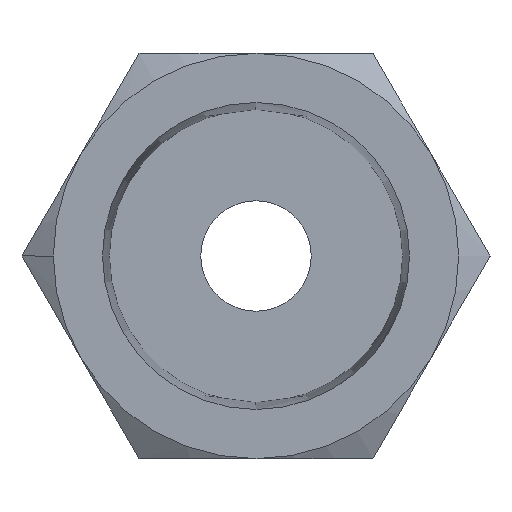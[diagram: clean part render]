
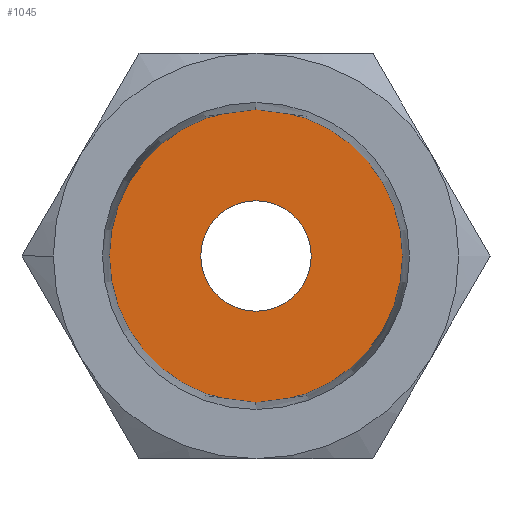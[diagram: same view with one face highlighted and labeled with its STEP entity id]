
A CAD part, front view. The second image highlights one B-rep face of the part: STEP entity #1045.
In plain terms, the highlighted planar face has unit normal (0, -1, 0).
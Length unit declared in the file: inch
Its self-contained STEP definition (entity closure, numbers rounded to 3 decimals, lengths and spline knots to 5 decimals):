
#38 = CIRCLE ( 'NONE', #528, 0.11811 ) ;
#47 = AXIS2_PLACEMENT_3D ( 'NONE', #2156, #2138, #2131 ) ;
#114 = EDGE_CURVE ( 'NONE', #973, #2126, #2122, .T. ) ;
#119 = DIRECTION ( 'NONE',  ( 0., 0., 1. ) ) ;
#130 = DIRECTION ( 'NONE',  ( 0., 1., 0. ) ) ;
#140 = CARTESIAN_POINT ( 'NONE',  ( 0., -0.07874, 0.31323 ) ) ;
#194 = ORIENTED_EDGE ( 'NONE', *, *, #827, .F. ) ;
#204 = AXIS2_PLACEMENT_3D ( 'NONE', #881, #2088, #1074 ) ;
#271 = CIRCLE ( 'NONE', #204, 0.31323 ) ;
#319 = CARTESIAN_POINT ( 'NONE',  ( -0.21567, -0.07874, 0. ) ) ;
#413 = EDGE_LOOP ( 'NONE', ( #1816, #523 ) ) ;
#497 = CARTESIAN_POINT ( 'NONE',  ( 0., -0.07874, -0.31323 ) ) ;
#523 = ORIENTED_EDGE ( 'NONE', *, *, #114, .T. ) ;
#528 = AXIS2_PLACEMENT_3D ( 'NONE', #620, #609, #600 ) ;
#600 = DIRECTION ( 'NONE',  ( 0., 0., -1. ) ) ;
#609 = DIRECTION ( 'NONE',  ( 0., -1., 0. ) ) ;
#620 = CARTESIAN_POINT ( 'NONE',  ( 0., -0.07874, 0. ) ) ;
#649 = EDGE_CURVE ( 'NONE', #1873, #945, #2149, .T. ) ;
#694 = CARTESIAN_POINT ( 'NONE',  ( 0., -0.07874, 0.11811 ) ) ;
#818 = ORIENTED_EDGE ( 'NONE', *, *, #649, .F. ) ;
#827 = EDGE_CURVE ( 'NONE', #945, #1873, #38, .T. ) ;
#881 = CARTESIAN_POINT ( 'NONE',  ( 0., -0.07874, 0. ) ) ;
#945 = VERTEX_POINT ( 'NONE', #694 ) ;
#973 = VERTEX_POINT ( 'NONE', #140 ) ;
#1016 = CARTESIAN_POINT ( 'NONE',  ( 0., -0.07874, -0.11811 ) ) ;
#1045 = ADVANCED_FACE ( 'NONE', ( #1465, #1911 ), #2093, .F. ) ;
#1074 = DIRECTION ( 'NONE',  ( 0., 0., -1. ) ) ;
#1465 = FACE_BOUND ( 'NONE', #1870, .T. ) ;
#1663 = EDGE_CURVE ( 'NONE', #2126, #973, #271, .T. ) ;
#1675 = CARTESIAN_POINT ( 'NONE',  ( 0., -0.07874, 0. ) ) ;
#1816 = ORIENTED_EDGE ( 'NONE', *, *, #1663, .T. ) ;
#1835 = DIRECTION ( 'NONE',  ( 0., 0., -1. ) ) ;
#1864 = DIRECTION ( 'NONE',  ( 0., -1., 0. ) ) ;
#1870 = EDGE_LOOP ( 'NONE', ( #818, #194 ) ) ;
#1873 = VERTEX_POINT ( 'NONE', #1016 ) ;
#1911 = FACE_OUTER_BOUND ( 'NONE', #413, .T. ) ;
#2019 = AXIS2_PLACEMENT_3D ( 'NONE', #319, #130, #119 ) ;
#2088 = DIRECTION ( 'NONE',  ( 0., -1., 0. ) ) ;
#2093 = PLANE ( 'NONE',  #2019 ) ;
#2122 = CIRCLE ( 'NONE', #2246, 0.31323 ) ;
#2126 = VERTEX_POINT ( 'NONE', #497 ) ;
#2131 = DIRECTION ( 'NONE',  ( 0., 0., -1. ) ) ;
#2138 = DIRECTION ( 'NONE',  ( 0., -1., 0. ) ) ;
#2149 = CIRCLE ( 'NONE', #47, 0.11811 ) ;
#2156 = CARTESIAN_POINT ( 'NONE',  ( 0., -0.07874, 0. ) ) ;
#2246 = AXIS2_PLACEMENT_3D ( 'NONE', #1675, #1864, #1835 ) ;
